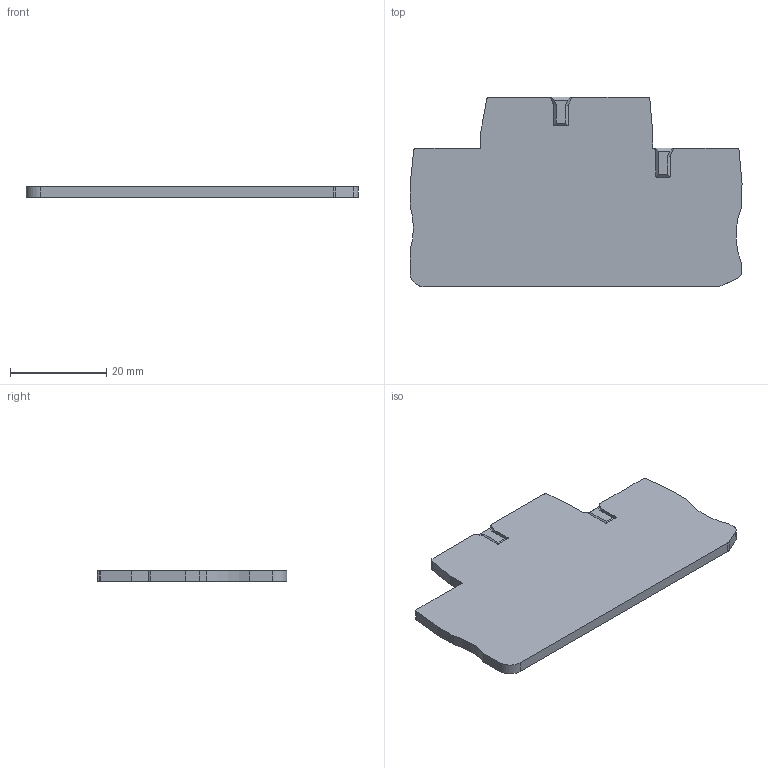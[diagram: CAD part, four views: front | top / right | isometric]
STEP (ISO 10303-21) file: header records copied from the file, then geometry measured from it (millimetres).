
FILE_DESCRIPTION( ('This file contains a STEP AP42 implementation' ,'as created by ZW3D STEP Interface translator.') ,'2;1' );
FILE_NAME( 'D-RPVTT 2.5.stp' ,'23 6 9. 82717', (''), ('ZWCAD Software Co.'), 'Version 1.0', 'ZW3D to STEP translator', '' );
FILE_SCHEMA(('AUTOMOTIVE_DESIGN { 1 0 10303 214 1 1 1 1 }'));
Length unit declared in the file: millimetre
Products named in the file (2): 0; RPV2.5-3L蜊1.sldasm-Part-2-1
Bounding box: 68.86 x 39.35 x 2.2 mm (x, y, z)
Volume: 5068.5 mm3; surface area: 5167.8 mm2
Topology: 1 solids, 1 shells, 102 faces, 288 edges, 188 vertices
Faces by surface type: plane 77, cylinder 25
Entity records: 3391 total; most frequent: CARTESIAN_POINT 651, ORIENTED_EDGE 576, DIRECTION 513, EDGE_CURVE 288, VECTOR 221, LINE 221, VERTEX_POINT 188, AXIS2_PLACEMENT_3D 146
